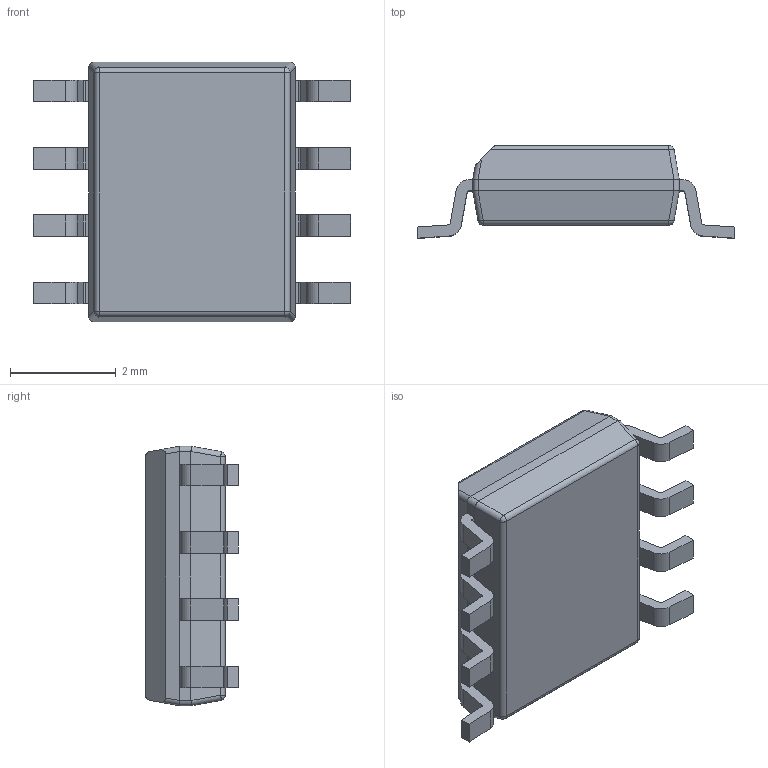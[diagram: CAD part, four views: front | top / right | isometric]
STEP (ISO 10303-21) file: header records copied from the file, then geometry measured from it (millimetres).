
FILE_DESCRIPTION (( 'STEP AP214' ), '1' );
FILE_NAME ('AS5600.STEP', '2023-11-13T14:05:31', ( '' ), ( '' ), 'SwSTEP 2.0', 'SolidWorks 2021', '' );
FILE_SCHEMA (( 'AUTOMOTIVE_DESIGN' ));
Length unit declared in the file: millimetre
Products named in the file (1): AS5600
Bounding box: 6 x 1.75 x 4.9 mm (x, y, z)
Volume: 28.2 mm3; surface area: 77 mm2
Topology: 10 solids, 10 shells, 159 faces, 396 edges, 258 vertices
Faces by surface type: plane 98, cylinder 55, sphere 6
Entity records: 4811 total; most frequent: CARTESIAN_POINT 898, ORIENTED_EDGE 792, DIRECTION 778, EDGE_CURVE 396, VECTOR 278, LINE 278, VERTEX_POINT 258, AXIS2_PLACEMENT_3D 250
